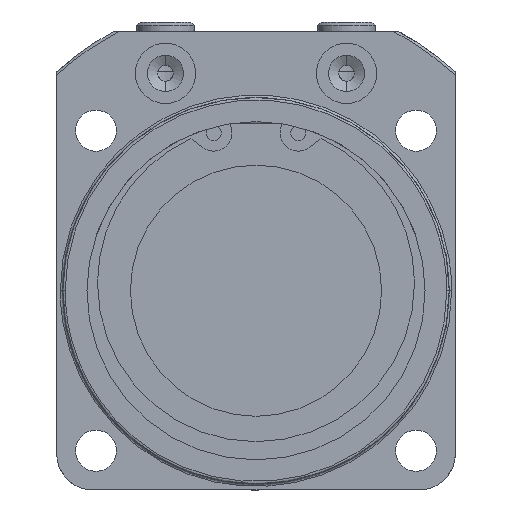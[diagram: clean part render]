
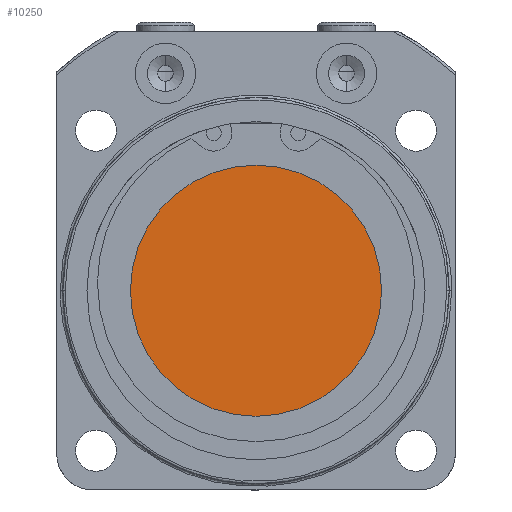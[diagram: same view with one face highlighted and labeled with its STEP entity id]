
A CAD part, front view. The second image highlights one B-rep face of the part: STEP entity #10250.
In plain terms, the highlighted planar face has unit normal (0, -1, 0).
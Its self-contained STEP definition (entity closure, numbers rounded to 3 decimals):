
#3057 = CARTESIAN_POINT ( 'NONE',  ( 20.8, -108.2, 0. ) ) ;
#3058 = CARTESIAN_POINT ( 'NONE',  ( -20.8, -108.2, 0. ) ) ;
#4003 = EDGE_CURVE ( 'NONE', #11105, #11104, #5875, .T. ) ;
#4171 = ORIENTED_EDGE ( 'NONE', *, *, #4003, .F. ) ;
#4172 = ORIENTED_EDGE ( 'NONE', *, *, #5588, .F. ) ;
#4879 = FACE_OUTER_BOUND ( 'NONE', #7087, .T. ) ;
#5179 = CIRCLE ( 'NONE', #8114, 20.8 ) ;
#5455 = DIRECTION ( 'NONE',  ( 1., 0., 0. ) ) ;
#5456 = DIRECTION ( 'NONE',  ( 0., 1., 0. ) ) ;
#5457 = CARTESIAN_POINT ( 'NONE',  ( 0., -108.2, 0. ) ) ;
#5588 = EDGE_CURVE ( 'NONE', #11104, #11105, #5179, .T. ) ;
#5875 = CIRCLE ( 'NONE', #8012, 20.8 ) ;
#7087 = EDGE_LOOP ( 'NONE', ( #4172, #4171 ) ) ;
#7529 = DIRECTION ( 'NONE',  ( 1., 0., 0. ) ) ;
#7530 = DIRECTION ( 'NONE',  ( 0., -1., 0. ) ) ;
#7535 = PLANE ( 'NONE',  #8225 ) ;
#7557 = CARTESIAN_POINT ( 'NONE',  ( 0., -108.2, 0. ) ) ;
#8012 = AXIS2_PLACEMENT_3D ( 'NONE', #9869, #9868, #9867 ) ;
#8114 = AXIS2_PLACEMENT_3D ( 'NONE', #5457, #5456, #5455 ) ;
#8225 = AXIS2_PLACEMENT_3D ( 'NONE', #7557, #7530, #7529 ) ;
#9867 = DIRECTION ( 'NONE',  ( 1., 0., 0. ) ) ;
#9868 = DIRECTION ( 'NONE',  ( 0., 1., 0. ) ) ;
#9869 = CARTESIAN_POINT ( 'NONE',  ( 0., -108.2, 0. ) ) ;
#10250 = ADVANCED_FACE ( 'NONE', ( #4879 ), #7535, .T. ) ;
#11104 = VERTEX_POINT ( 'NONE', #3057 ) ;
#11105 = VERTEX_POINT ( 'NONE', #3058 ) ;
